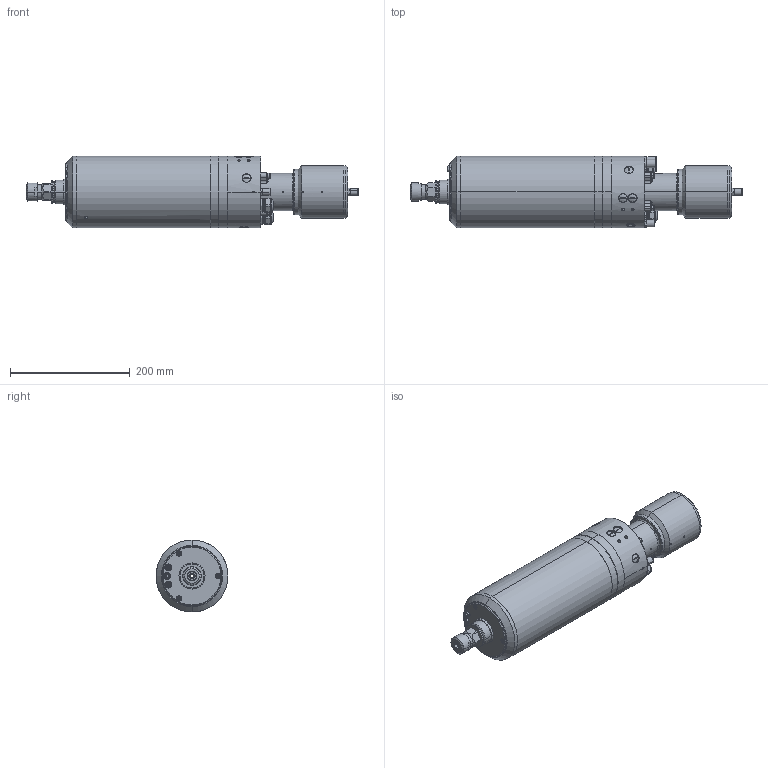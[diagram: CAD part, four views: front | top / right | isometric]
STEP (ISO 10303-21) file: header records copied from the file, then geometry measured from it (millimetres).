
FILE_DESCRIPTION (( 'STEP AP203' ), '1' );
FILE_NAME ('120A24KP-00-.STEP', '2012-09-26T10:00:43', ( '' ), ( '' ), 'SwSTEP 2.0', 'SolidWorks 2012', '' );
FILE_SCHEMA (( 'CONFIG_CONTROL_DESIGN' ));
Length unit declared in the file: millimetre
Products named in the file (1): 120A24KP-00-
Bounding box: 553.38 x 120 x 120 mm (x, y, z)
Surface area: 250035.4 mm2 (no closed solid volume)
Topology: 0 solids, 87 shells, 741 faces, 2317 edges, 1638 vertices
Faces by surface type: cylinder 294, plane 284, cone 99, torus 48, sphere 16
Entity records: 27772 total; most frequent: CARTESIAN_POINT 6763, DIRECTION 4769, ORIENTED_EDGE 3626, EDGE_CURVE 2286, AXIS2_PLACEMENT_3D 1884, VERTEX_POINT 1629, CIRCLE 1142, LINE 1001
